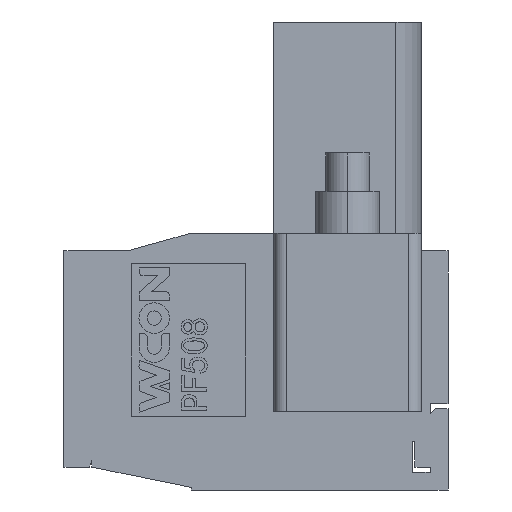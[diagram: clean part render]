
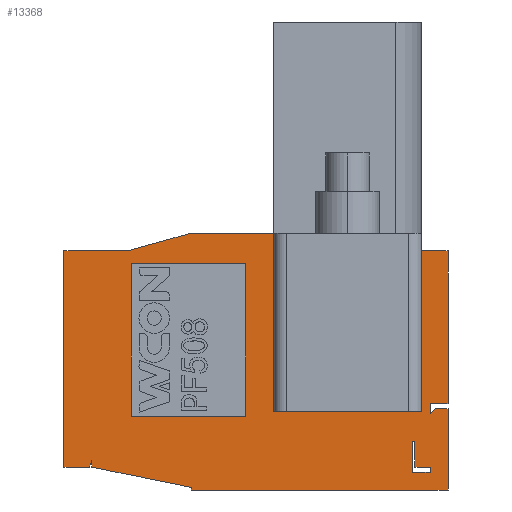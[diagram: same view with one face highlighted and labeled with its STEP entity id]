
A CAD part, left-side view. The second image highlights one B-rep face of the part: STEP entity #13368.
In plain terms, the highlighted planar face has unit normal (-1, 0, 0).
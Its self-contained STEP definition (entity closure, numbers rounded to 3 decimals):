
#178=CARTESIAN_POINT('',(-23.335,-2.343,-3.399));
#179=VERTEX_POINT('',#178);
#186=CARTESIAN_POINT('',(-23.335,-2.343,-4.502));
#187=VERTEX_POINT('',#186);
#188=CARTESIAN_POINT('',(-23.335,-2.343,-4.502));
#189=DIRECTION('',(0.,0.,1.));
#190=VECTOR('',#189,1.102);
#191=LINE('',#188,#190);
#192=EDGE_CURVE('',#187,#179,#191,.T.);
#6020=CARTESIAN_POINT('',(-23.335,-2.986,-2.389));
#6021=VERTEX_POINT('',#6020);
#6028=CARTESIAN_POINT('',(-23.335,-3.169,-2.205));
#6029=VERTEX_POINT('',#6028);
#6030=CARTESIAN_POINT('',(-23.335,-3.169,-2.205));
#6031=DIRECTION('',(0.,0.707,-0.707));
#6032=VECTOR('',#6031,0.26);
#6033=LINE('',#6030,#6032);
#6034=EDGE_CURVE('',#6029,#6021,#6033,.T.);
#6052=CARTESIAN_POINT('',(-23.335,-2.986,-4.502));
#6053=VERTEX_POINT('',#6052);
#6060=CARTESIAN_POINT('',(-23.335,-2.986,-4.318));
#6061=VERTEX_POINT('',#6060);
#6062=CARTESIAN_POINT('',(-23.335,-2.986,-4.318));
#6063=DIRECTION('',(0.,0.,-1.));
#6064=VECTOR('',#6063,0.184);
#6065=LINE('',#6062,#6064);
#6066=EDGE_CURVE('',#6061,#6053,#6065,.T.);
#6100=CARTESIAN_POINT('',(-23.335,-3.629,-5.145));
#6101=VERTEX_POINT('',#6100);
#6108=CARTESIAN_POINT('',(-23.335,5.65,-5.145));
#6109=VERTEX_POINT('',#6108);
#6110=CARTESIAN_POINT('',(-23.335,5.65,-5.145));
#6111=DIRECTION('',(0.,-1.,0.));
#6112=VECTOR('',#6111,9.279);
#6113=LINE('',#6110,#6112);
#6114=EDGE_CURVE('',#6109,#6101,#6113,.T.);
#6304=CARTESIAN_POINT('',(-23.335,-3.629,-2.205));
#6305=VERTEX_POINT('',#6304);
#6312=CARTESIAN_POINT('',(-23.335,-3.629,-5.145));
#6313=DIRECTION('',(0.,0.,1.));
#6314=VECTOR('',#6313,2.94);
#6315=LINE('',#6312,#6314);
#6316=EDGE_CURVE('',#6101,#6305,#6315,.T.);
#6500=CARTESIAN_POINT('',(-23.335,-3.629,-2.205));
#6501=DIRECTION('',(0.,1.,0.));
#6502=VECTOR('',#6501,0.459);
#6503=LINE('',#6500,#6502);
#6504=EDGE_CURVE('',#6305,#6029,#6503,.T.);
#6524=CARTESIAN_POINT('',(-23.335,5.65,-5.053));
#6525=VERTEX_POINT('',#6524);
#6526=CARTESIAN_POINT('',(-23.335,5.65,-5.053));
#6527=DIRECTION('',(0.,0.,-1.));
#6528=VECTOR('',#6527,0.092);
#6529=LINE('',#6526,#6528);
#6530=EDGE_CURVE('',#6525,#6109,#6529,.T.);
#6555=CARTESIAN_POINT('',(-23.335,9.233,-4.318));
#6556=VERTEX_POINT('',#6555);
#6557=CARTESIAN_POINT('',(-23.335,9.233,-4.318));
#6558=DIRECTION('',(0.,-0.98,-0.201));
#6559=VECTOR('',#6558,3.657);
#6560=LINE('',#6557,#6559);
#6561=EDGE_CURVE('',#6556,#6525,#6560,.T.);
#6665=CARTESIAN_POINT('',(-23.335,-2.986,-4.502));
#6666=DIRECTION('',(0.,1.,0.));
#6667=VECTOR('',#6666,0.643);
#6668=LINE('',#6665,#6667);
#6669=EDGE_CURVE('',#6053,#187,#6668,.T.);
#11911=CARTESIAN_POINT('',(-23.335,9.233,-4.088));
#11912=VERTEX_POINT('',#11911);
#11913=CARTESIAN_POINT('',(-23.335,9.233,-4.088));
#11914=DIRECTION('',(0.,0.,-1.));
#11915=VECTOR('',#11914,0.23);
#11916=LINE('',#11913,#11915);
#11917=EDGE_CURVE('',#11912,#6556,#11916,.T.);
#13006=CARTESIAN_POINT('',(-23.335,-2.435,-3.399));
#13007=VERTEX_POINT('',#13006);
#13014=CARTESIAN_POINT('',(-23.335,-2.343,-3.399));
#13015=DIRECTION('',(0.,-1.,0.));
#13016=VECTOR('',#13015,0.092);
#13017=LINE('',#13014,#13016);
#13018=EDGE_CURVE('',#179,#13007,#13017,.T.);
#13198=CARTESIAN_POINT('',(-23.335,-3.032,-0.413));
#13199=DIRECTION('',(0.,0.,1.));
#13200=DIRECTION('',(-1.,0.,0.));
#13201=AXIS2_PLACEMENT_3D('',#13198,#13200,#13199);
#13202=PLANE('',#13201);
#13203=ORIENTED_EDGE('',*,*,#11917,.T.);
#13204=ORIENTED_EDGE('',*,*,#6561,.T.);
#13205=ORIENTED_EDGE('',*,*,#6530,.T.);
#13206=ORIENTED_EDGE('',*,*,#6114,.T.);
#13207=ORIENTED_EDGE('',*,*,#6316,.T.);
#13208=ORIENTED_EDGE('',*,*,#6504,.T.);
#13209=ORIENTED_EDGE('',*,*,#6034,.T.);
#13210=CARTESIAN_POINT('',(-23.335,-2.986,-2.021));
#13211=VERTEX_POINT('',#13210);
#13212=CARTESIAN_POINT('',(-23.335,-2.986,-2.389));
#13213=DIRECTION('',(0.,0.,1.));
#13214=VECTOR('',#13213,0.367);
#13215=LINE('',#13212,#13214);
#13216=EDGE_CURVE('',#6021,#13211,#13215,.T.);
#13217=ORIENTED_EDGE('',*,*,#13216,.T.);
#13218=CARTESIAN_POINT('',(-23.335,-3.629,-2.021));
#13219=VERTEX_POINT('',#13218);
#13220=CARTESIAN_POINT('',(-23.335,-2.986,-2.021));
#13221=DIRECTION('',(0.,-1.,0.));
#13222=VECTOR('',#13221,0.643);
#13223=LINE('',#13220,#13222);
#13224=EDGE_CURVE('',#13211,#13219,#13223,.T.);
#13225=ORIENTED_EDGE('',*,*,#13224,.T.);
#13226=CARTESIAN_POINT('',(-23.335,-3.629,3.491));
#13227=VERTEX_POINT('',#13226);
#13228=CARTESIAN_POINT('',(-23.335,-3.629,-2.021));
#13229=DIRECTION('',(0.,0.,1.));
#13230=VECTOR('',#13229,5.512);
#13231=LINE('',#13228,#13230);
#13232=EDGE_CURVE('',#13219,#13227,#13231,.T.);
#13233=ORIENTED_EDGE('',*,*,#13232,.T.);
#13234=CARTESIAN_POINT('',(-23.335,-2.664,3.491));
#13235=VERTEX_POINT('',#13234);
#13236=CARTESIAN_POINT('',(-23.335,-3.629,3.491));
#13237=DIRECTION('',(0.,1.,0.));
#13238=VECTOR('',#13237,0.965);
#13239=LINE('',#13236,#13238);
#13240=EDGE_CURVE('',#13227,#13235,#13239,.T.);
#13241=ORIENTED_EDGE('',*,*,#13240,.T.);
#13242=CARTESIAN_POINT('',(-23.335,-2.664,-2.297));
#13243=VERTEX_POINT('',#13242);
#13244=CARTESIAN_POINT('',(-23.335,-2.664,3.491));
#13245=DIRECTION('',(0.,0.,-1.));
#13246=VECTOR('',#13245,5.788);
#13247=LINE('',#13244,#13246);
#13248=EDGE_CURVE('',#13235,#13243,#13247,.T.);
#13249=ORIENTED_EDGE('',*,*,#13248,.T.);
#13250=CARTESIAN_POINT('',(-23.335,2.664,-2.297));
#13251=VERTEX_POINT('',#13250);
#13252=CARTESIAN_POINT('',(-23.335,-2.664,-2.297));
#13253=DIRECTION('',(0.,1.,0.));
#13254=VECTOR('',#13253,5.328);
#13255=LINE('',#13252,#13254);
#13256=EDGE_CURVE('',#13243,#13251,#13255,.T.);
#13257=ORIENTED_EDGE('',*,*,#13256,.T.);
#13258=CARTESIAN_POINT('',(-23.335,2.664,4.134));
#13259=VERTEX_POINT('',#13258);
#13260=CARTESIAN_POINT('',(-23.335,2.664,-2.297));
#13261=DIRECTION('',(0.,0.,1.));
#13262=VECTOR('',#13261,6.431);
#13263=LINE('',#13260,#13262);
#13264=EDGE_CURVE('',#13251,#13259,#13263,.T.);
#13265=ORIENTED_EDGE('',*,*,#13264,.T.);
#13266=CARTESIAN_POINT('',(-23.335,5.65,4.134));
#13267=VERTEX_POINT('',#13266);
#13268=CARTESIAN_POINT('',(-23.335,2.664,4.134));
#13269=DIRECTION('',(0.,1.,0.));
#13270=VECTOR('',#13269,2.986);
#13271=LINE('',#13268,#13270);
#13272=EDGE_CURVE('',#13259,#13267,#13271,.T.);
#13273=ORIENTED_EDGE('',*,*,#13272,.T.);
#13274=CARTESIAN_POINT('',(-23.335,7.947,3.491));
#13275=VERTEX_POINT('',#13274);
#13276=CARTESIAN_POINT('',(-23.335,5.65,4.134));
#13277=DIRECTION('',(0.,0.963,-0.27));
#13278=VECTOR('',#13277,2.385);
#13279=LINE('',#13276,#13278);
#13280=EDGE_CURVE('',#13267,#13275,#13279,.T.);
#13281=ORIENTED_EDGE('',*,*,#13280,.T.);
#13282=CARTESIAN_POINT('',(-23.335,10.243,3.491));
#13283=VERTEX_POINT('',#13282);
#13284=CARTESIAN_POINT('',(-23.335,7.947,3.491));
#13285=DIRECTION('',(0.,1.,0.));
#13286=VECTOR('',#13285,2.297);
#13287=LINE('',#13284,#13286);
#13288=EDGE_CURVE('',#13275,#13283,#13287,.T.);
#13289=ORIENTED_EDGE('',*,*,#13288,.T.);
#13290=CARTESIAN_POINT('',(-23.335,10.243,-4.318));
#13291=VERTEX_POINT('',#13290);
#13292=CARTESIAN_POINT('',(-23.335,10.243,3.491));
#13293=DIRECTION('',(0.,0.,-1.));
#13294=VECTOR('',#13293,7.809);
#13295=LINE('',#13292,#13294);
#13296=EDGE_CURVE('',#13283,#13291,#13295,.T.);
#13297=ORIENTED_EDGE('',*,*,#13296,.T.);
#13298=CARTESIAN_POINT('',(-23.335,9.325,-4.318));
#13299=VERTEX_POINT('',#13298);
#13300=CARTESIAN_POINT('',(-23.335,10.243,-4.318));
#13301=DIRECTION('',(0.,-1.,0.));
#13302=VECTOR('',#13301,0.919);
#13303=LINE('',#13300,#13302);
#13304=EDGE_CURVE('',#13291,#13299,#13303,.T.);
#13305=ORIENTED_EDGE('',*,*,#13304,.T.);
#13306=CARTESIAN_POINT('',(-23.335,9.325,-4.318));
#13307=DIRECTION('',(0.,-0.371,0.928));
#13308=VECTOR('',#13307,0.247);
#13309=LINE('',#13306,#13308);
#13310=EDGE_CURVE('',#13299,#11912,#13309,.T.);
#13311=ORIENTED_EDGE('',*,*,#13310,.T.);
#13312=EDGE_LOOP('',(#13203,#13204,#13205,#13206,#13207,#13208,#13209,#13217,#13225,#13233,#13241,#13249,#13257,#13265,#13273,#13281,#13289,#13297,#13305,#13311));
#13313=FACE_OUTER_BOUND('',#13312,.T.);
#13314=ORIENTED_EDGE('',*,*,#13018,.T.);
#13315=CARTESIAN_POINT('',(-23.335,-2.435,-4.318));
#13316=VERTEX_POINT('',#13315);
#13317=CARTESIAN_POINT('',(-23.335,-2.435,-3.399));
#13318=DIRECTION('',(0.,0.,-1.));
#13319=VECTOR('',#13318,0.919);
#13320=LINE('',#13317,#13319);
#13321=EDGE_CURVE('',#13007,#13316,#13320,.T.);
#13322=ORIENTED_EDGE('',*,*,#13321,.T.);
#13323=CARTESIAN_POINT('',(-23.335,-2.435,-4.318));
#13324=DIRECTION('',(0.,-1.,0.));
#13325=VECTOR('',#13324,0.551);
#13326=LINE('',#13323,#13325);
#13327=EDGE_CURVE('',#13316,#6061,#13326,.T.);
#13328=ORIENTED_EDGE('',*,*,#13327,.T.);
#13329=ORIENTED_EDGE('',*,*,#6066,.T.);
#13330=ORIENTED_EDGE('',*,*,#6669,.T.);
#13331=ORIENTED_EDGE('',*,*,#192,.T.);
#13332=EDGE_LOOP('',(#13314,#13322,#13328,#13329,#13330,#13331));
#13333=FACE_BOUND('',#13332,.T.);
#13334=CARTESIAN_POINT('',(-23.335,7.809,3.032));
#13335=VERTEX_POINT('',#13334);
#13336=CARTESIAN_POINT('',(-23.335,3.675,3.032));
#13337=VERTEX_POINT('',#13336);
#13338=CARTESIAN_POINT('',(-23.335,7.809,3.032));
#13339=DIRECTION('',(0.,-1.,0.));
#13340=VECTOR('',#13339,4.134);
#13341=LINE('',#13338,#13340);
#13342=EDGE_CURVE('',#13335,#13337,#13341,.T.);
#13343=ORIENTED_EDGE('',*,*,#13342,.T.);
#13344=CARTESIAN_POINT('',(-23.335,3.675,-2.48));
#13345=VERTEX_POINT('',#13344);
#13346=CARTESIAN_POINT('',(-23.335,3.675,3.032));
#13347=DIRECTION('',(0.,0.,-1.));
#13348=VECTOR('',#13347,5.512);
#13349=LINE('',#13346,#13348);
#13350=EDGE_CURVE('',#13337,#13345,#13349,.T.);
#13351=ORIENTED_EDGE('',*,*,#13350,.T.);
#13352=CARTESIAN_POINT('',(-23.335,7.809,-2.48));
#13353=VERTEX_POINT('',#13352);
#13354=CARTESIAN_POINT('',(-23.335,3.675,-2.48));
#13355=DIRECTION('',(0.,1.,0.));
#13356=VECTOR('',#13355,4.134);
#13357=LINE('',#13354,#13356);
#13358=EDGE_CURVE('',#13345,#13353,#13357,.T.);
#13359=ORIENTED_EDGE('',*,*,#13358,.T.);
#13360=CARTESIAN_POINT('',(-23.335,7.809,-2.48));
#13361=DIRECTION('',(0.,0.,1.));
#13362=VECTOR('',#13361,5.512);
#13363=LINE('',#13360,#13362);
#13364=EDGE_CURVE('',#13353,#13335,#13363,.T.);
#13365=ORIENTED_EDGE('',*,*,#13364,.T.);
#13366=EDGE_LOOP('',(#13343,#13351,#13359,#13365));
#13367=FACE_BOUND('',#13366,.T.);
#13368=ADVANCED_FACE('',(#13313,#13333,#13367),#13202,.T.);
